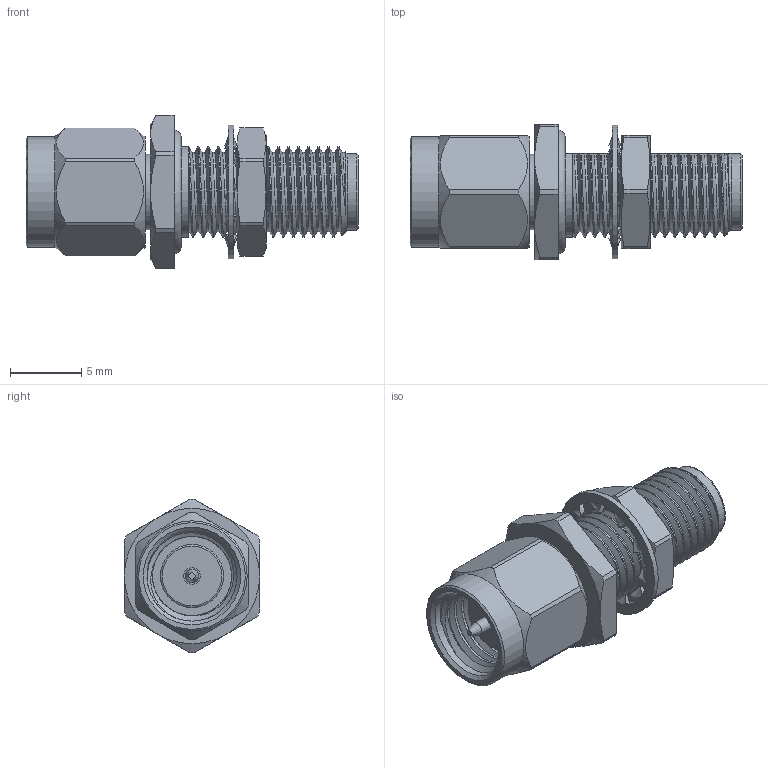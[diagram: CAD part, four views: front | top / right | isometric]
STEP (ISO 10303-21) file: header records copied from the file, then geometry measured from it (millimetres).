
FILE_DESCRIPTION (( 'STEP AP203' ), '1' );
FILE_NAME ('SM4929_3D.step', '2020-07-27T14:29:16', ( '' ), ( '' ), 'SwSTEP 2.0', 'SolidWorks 2018', '' );
FILE_SCHEMA (( 'CONFIG_CONTROL_DESIGN' ));
Products named in the file (1): SM4929_3D
Bounding box: 23.37 x 9.53 x 10.8 mm (x, y, z)
Volume: 848.9 mm3; surface area: 1414.6 mm2
Topology: 4 solids, 4 shells, 253 faces, 724 edges, 489 vertices
Faces by surface type: bspline 100, cylinder 65, plane 55, cone 30, torus 3
Full cylindrical faces by diameter (mm): 0.94 x2, 1.194 x3, 4.445 x1, 4.572 x1, 5.334 x1, 5.385 x1, 6.35 x7, 6.401 x1, 7.762 x1, 8.941 x1, 9.398 x1
Entity records: 32390 total; most frequent: CARTESIAN_POINT 27144, ORIENTED_EDGE 1342, DIRECTION 705, EDGE_CURVE 671, VERTEX_POINT 465, B_SPLINE_CURVE_WITH_KNOTS 298, AXIS2_PLACEMENT_3D 294, EDGE_LOOP 284
